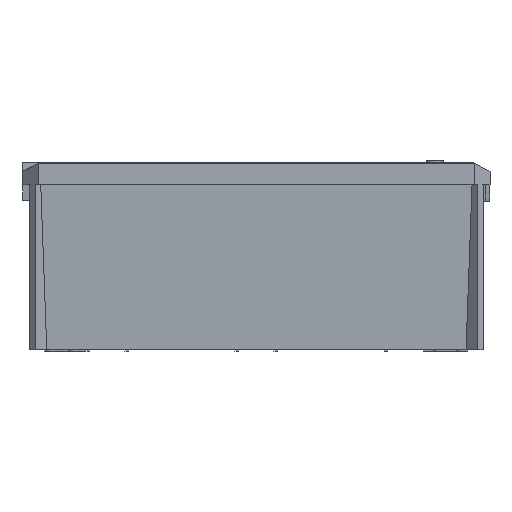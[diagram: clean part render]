
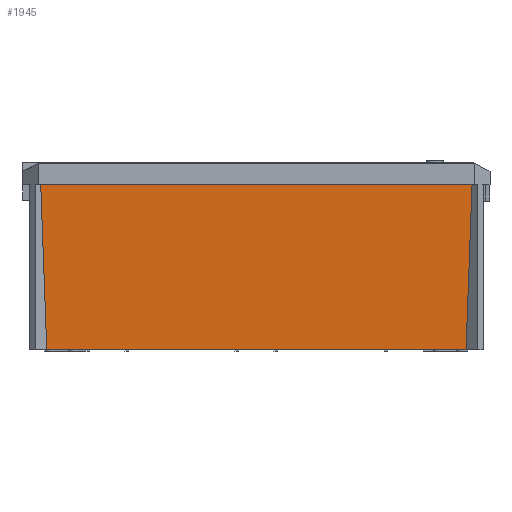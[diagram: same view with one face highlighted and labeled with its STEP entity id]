
A CAD part, front view. The second image highlights one B-rep face of the part: STEP entity #1945.
In plain terms, the highlighted face is planar.
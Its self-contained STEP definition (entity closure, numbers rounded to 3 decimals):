
#1099 = LINE ( 'NONE', #10430, #7559 ) ;
#1121 = DIRECTION ( 'NONE',  ( 0.999, 0.037, -0.037 ) ) ;
#1567 = VECTOR ( 'NONE', #1121, 1000. ) ;
#1654 = VERTEX_POINT ( 'NONE', #7967 ) ;
#1705 = AXIS2_PLACEMENT_3D ( 'NONE', #4991, #2376, #11108 ) ;
#1820 = CARTESIAN_POINT ( 'NONE',  ( -26.357, 359.608, 340.888 ) ) ;
#1945 = ADVANCED_FACE ( 'NONE', ( #6800 ), #7656, .T. ) ;
#2042 = VERTEX_POINT ( 'NONE', #6635 ) ;
#2376 = DIRECTION ( 'NONE',  ( -0.037, 0.999, 0. ) ) ;
#2505 = ORIENTED_EDGE ( 'NONE', *, *, #4290, .F. ) ;
#2519 = ORIENTED_EDGE ( 'NONE', *, *, #3513, .F. ) ;
#3513 = EDGE_CURVE ( 'NONE', #1654, #7100, #9721, .T. ) ;
#4290 = EDGE_CURVE ( 'NONE', #7087, #1654, #1099, .T. ) ;
#4950 = VECTOR ( 'NONE', #5295, 1000. ) ;
#4991 = CARTESIAN_POINT ( 'NONE',  ( -216.357, 352.641, 340.888 ) ) ;
#5295 = DIRECTION ( 'NONE',  ( -0.999, -0.037, -0.037 ) ) ;
#5464 = EDGE_CURVE ( 'NONE', #7100, #2042, #6252, .T. ) ;
#5686 = ORIENTED_EDGE ( 'NONE', *, *, #11029, .F. ) ;
#6252 = LINE ( 'NONE', #1820, #7197 ) ;
#6635 = CARTESIAN_POINT ( 'NONE',  ( -26.357, 359.608, 343.002 ) ) ;
#6800 = FACE_OUTER_BOUND ( 'NONE', #8166, .T. ) ;
#7087 = VERTEX_POINT ( 'NONE', #7317 ) ;
#7100 = VERTEX_POINT ( 'NONE', #8338 ) ;
#7197 = VECTOR ( 'NONE', #10434, 1000. ) ;
#7317 = CARTESIAN_POINT ( 'NONE',  ( -238.357, 351.835, 335.229 ) ) ;
#7559 = VECTOR ( 'NONE', #10490, 1000. ) ;
#7563 = ORIENTED_EDGE ( 'NONE', *, *, #5464, .F. ) ;
#7656 = PLANE ( 'NONE',  #1705 ) ;
#7967 = CARTESIAN_POINT ( 'NONE',  ( -238.357, 351.835, -203.129 ) ) ;
#8166 = EDGE_LOOP ( 'NONE', ( #2519, #2505, #5686, #7563 ) ) ;
#8338 = CARTESIAN_POINT ( 'NONE',  ( -26.357, 359.608, -210.902 ) ) ;
#8627 = CARTESIAN_POINT ( 'NONE',  ( -216.18, 352.648, 336.042 ) ) ;
#8867 = CARTESIAN_POINT ( 'NONE',  ( -236.281, 351.911, -203.205 ) ) ;
#9721 = LINE ( 'NONE', #8867, #1567 ) ;
#10382 = LINE ( 'NONE', #8627, #4950 ) ;
#10430 = CARTESIAN_POINT ( 'NONE',  ( -238.357, 351.835, 340.888 ) ) ;
#10434 = DIRECTION ( 'NONE',  ( 0., 0., 1. ) ) ;
#10490 = DIRECTION ( 'NONE',  ( 0., 0., -1. ) ) ;
#11029 = EDGE_CURVE ( 'NONE', #2042, #7087, #10382, .T. ) ;
#11108 = DIRECTION ( 'NONE',  ( 0., 0., 1. ) ) ;
